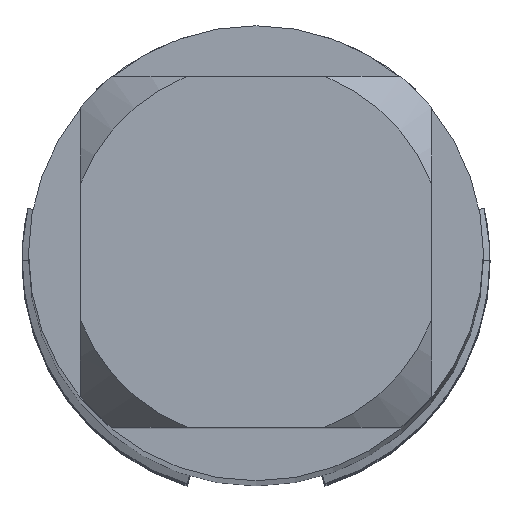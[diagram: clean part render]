
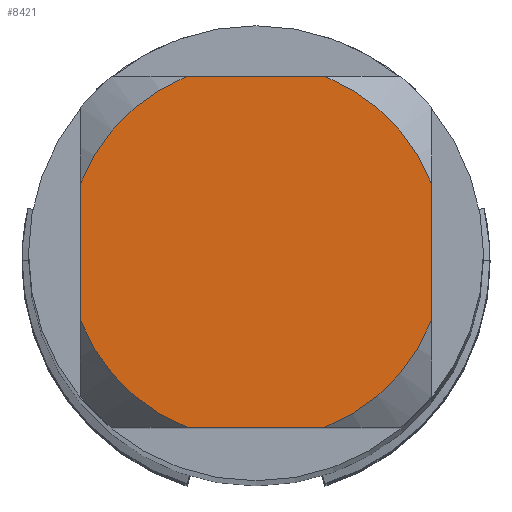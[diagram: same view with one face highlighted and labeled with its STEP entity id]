
A CAD part, top view. The second image highlights one B-rep face of the part: STEP entity #8421.
In plain terms, the highlighted planar face has unit normal (0, 0, 1).
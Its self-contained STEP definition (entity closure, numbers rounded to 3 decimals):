
#3731=EDGE_CURVE('',#6089,#5485,#9933,.T.);
#4065=VERTEX_POINT('',#10294);
#4577=VERTEX_POINT('',#10854);
#5485=VERTEX_POINT('',#11844);
#5703=VERTEX_POINT('',#12087);
#5791=EDGE_CURVE('',#4065,#7915,#12185,.T.);
#6089=VERTEX_POINT('',#12496);
#7323=VERTEX_POINT('',#13839);
#7527=EDGE_CURVE('',#6089,#8419,#14061,.T.);
#7619=EDGE_CURVE('',#7323,#7915,#14161,.T.);
#7641=EDGE_CURVE('',#5703,#4577,#14183,.T.);
#7859=EDGE_CURVE('',#4065,#5485,#14426,.T.);
#7915=VERTEX_POINT('',#14482);
#8091=EDGE_CURVE('',#7323,#4577,#14672,.T.);
#8419=VERTEX_POINT('',#15026);
#8421=ADVANCED_FACE('',(#15028),#15029,.T.);
#8967=EDGE_CURVE('',#5703,#8419,#15626,.T.);
#9933=LINE('',#17078,#17079);
#10294=CARTESIAN_POINT('',(-1.35,0.529,0.0));
#10854=CARTESIAN_POINT('',(0.529,-1.35,0.0));
#11844=CARTESIAN_POINT('',(-0.529,1.35,0.0));
#12087=CARTESIAN_POINT('',(1.35,-0.529,0.0));
#12185=LINE('',#20807,#20808);
#12496=CARTESIAN_POINT('',(0.529,1.35,0.0));
#13839=CARTESIAN_POINT('',(-0.529,-1.35,0.0));
#14061=CIRCLE('',#24104,1.45);
#14161=CIRCLE('',#24249,1.45);
#14183=CIRCLE('',#24295,1.45);
#14426=CIRCLE('',#24679,1.45);
#14482=CARTESIAN_POINT('',(-1.35,-0.529,0.0));
#14672=LINE('',#25103,#25104);
#15026=CARTESIAN_POINT('',(1.35,0.529,0.0));
#15028=FACE_OUTER_BOUND('',#25654,.T.);
#15029=PLANE('',#25655);
#15626=LINE('',#26737,#26738);
#17078=CARTESIAN_POINT('',(0.0,1.35,0.0));
#17079=VECTOR('',#28025,1.0);
#20807=CARTESIAN_POINT('',(-1.35,0.363,0.0));
#20808=VECTOR('',#30476,1.0);
#24104=AXIS2_PLACEMENT_3D('',#32617,#32618,#32619);
#24249=AXIS2_PLACEMENT_3D('',#32720,#32721,#32722);
#24295=AXIS2_PLACEMENT_3D('',#32729,#32730,#32731);
#24679=AXIS2_PLACEMENT_3D('',#33031,#33032,#33033);
#25103=CARTESIAN_POINT('',(0.0,-1.35,0.0));
#25104=VECTOR('',#33241,1.0);
#25654=EDGE_LOOP('',(#33618,#33619,#33620,#33621,#33622,#33623,#33624,#33625));
#25655=AXIS2_PLACEMENT_3D('',#33626,#33627,#33628);
#26737=CARTESIAN_POINT('',(1.35,0.363,0.0));
#26738=VECTOR('',#34253,1.0);
#28025=DIRECTION('',(-1.0,0.0,0.0));
#30476=DIRECTION('',(-0.0,-1.0,0.0));
#32617=CARTESIAN_POINT('',(0.0,0.0,0.0));
#32618=DIRECTION('',(0.0,0.0,-1.0));
#32619=DIRECTION('',(0.0,1.0,0.0));
#32720=CARTESIAN_POINT('',(0.0,0.0,0.0));
#32721=DIRECTION('',(0.0,0.0,-1.0));
#32722=DIRECTION('',(0.0,1.0,0.0));
#32729=CARTESIAN_POINT('',(0.0,0.0,0.0));
#32730=DIRECTION('',(0.0,0.0,-1.0));
#32731=DIRECTION('',(0.0,1.0,0.0));
#33031=CARTESIAN_POINT('',(0.0,0.0,0.0));
#33032=DIRECTION('',(0.0,0.0,-1.0));
#33033=DIRECTION('',(0.0,1.0,0.0));
#33241=DIRECTION('',(1.0,0.0,0.0));
#33618=ORIENTED_EDGE('',*,*,#5791,.T.);
#33619=ORIENTED_EDGE('',*,*,#7619,.F.);
#33620=ORIENTED_EDGE('',*,*,#8091,.T.);
#33621=ORIENTED_EDGE('',*,*,#7641,.F.);
#33622=ORIENTED_EDGE('',*,*,#8967,.T.);
#33623=ORIENTED_EDGE('',*,*,#7527,.F.);
#33624=ORIENTED_EDGE('',*,*,#3731,.T.);
#33625=ORIENTED_EDGE('',*,*,#7859,.F.);
#33626=CARTESIAN_POINT('',(0.0,0.725,0.0));
#33627=DIRECTION('',(-0.0,0.0,1.0));
#33628=DIRECTION('',(0.0,-1.0,0.0));
#34253=DIRECTION('',(-0.0,1.0,0.0));
